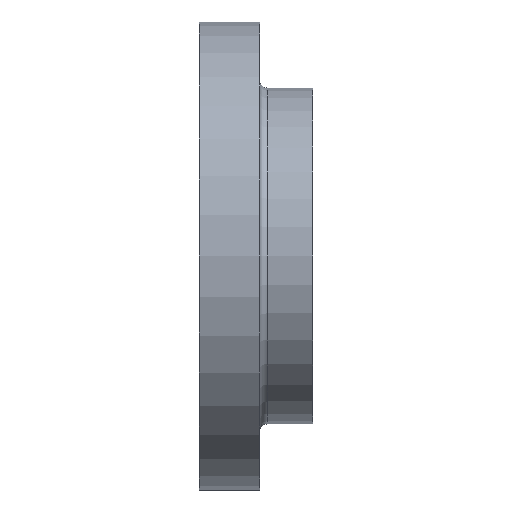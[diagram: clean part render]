
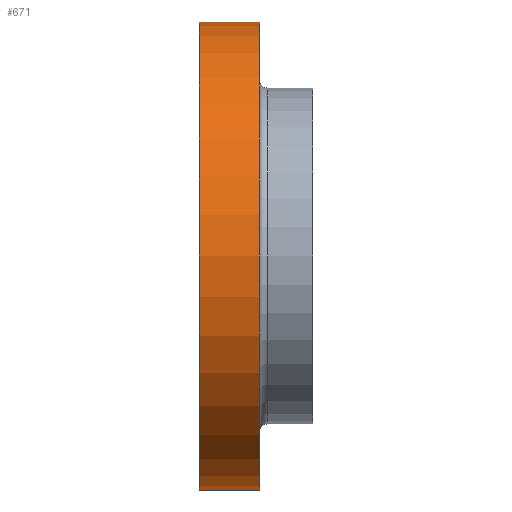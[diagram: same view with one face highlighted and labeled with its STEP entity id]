
A CAD part, front view. The second image highlights one B-rep face of the part: STEP entity #671.
In plain terms, the highlighted cylindrical face has radius 393.7 mm (diameter 787.4 mm), a partial arc.
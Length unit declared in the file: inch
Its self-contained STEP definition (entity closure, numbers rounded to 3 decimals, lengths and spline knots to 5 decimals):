
#160 = LINE ( 'NONE', #1227, #188 ) ;
#176 = LINE ( 'NONE', #1370, #921 ) ;
#188 = VECTOR ( 'NONE', #334, 39.37008 ) ;
#326 = CIRCLE ( 'NONE', #423, 15.5 ) ;
#334 = DIRECTION ( 'NONE',  ( -1., 0., 0. ) ) ;
#337 = EDGE_CURVE ( 'NONE', #1608, #365, #160, .T. ) ;
#365 = VERTEX_POINT ( 'NONE', #462 ) ;
#398 = CARTESIAN_POINT ( 'NONE',  ( 1.54986, 0., -15.5 ) ) ;
#423 = AXIS2_PLACEMENT_3D ( 'NONE', #1516, #1484, #476 ) ;
#462 = CARTESIAN_POINT ( 'NONE',  ( -2.45014, 0., -15.5 ) ) ;
#476 = DIRECTION ( 'NONE',  ( 0., 0., 1. ) ) ;
#511 = CIRCLE ( 'NONE', #884, 15.5 ) ;
#524 = ORIENTED_EDGE ( 'NONE', *, *, #1789, .T. ) ;
#527 = CYLINDRICAL_SURFACE ( 'NONE', #1563, 15.5 ) ;
#592 = ORIENTED_EDGE ( 'NONE', *, *, #337, .F. ) ;
#669 = FACE_OUTER_BOUND ( 'NONE', #1908, .T. ) ;
#671 = ADVANCED_FACE ( 'NONE', ( #669 ), #527, .T. ) ;
#840 = DIRECTION ( 'NONE',  ( -1., 0., 0. ) ) ;
#884 = AXIS2_PLACEMENT_3D ( 'NONE', #1846, #840, #1126 ) ;
#921 = VECTOR ( 'NONE', #1755, 39.37008 ) ;
#950 = CARTESIAN_POINT ( 'NONE',  ( -2.45014, 0., 15.5 ) ) ;
#967 = EDGE_CURVE ( 'NONE', #365, #1341, #511, .T. ) ;
#1126 = DIRECTION ( 'NONE',  ( 0., 0., 1. ) ) ;
#1199 = CARTESIAN_POINT ( 'NONE',  ( 1.54986, 0., 15.5 ) ) ;
#1227 = CARTESIAN_POINT ( 'NONE',  ( 0., 0., -15.5 ) ) ;
#1261 = DIRECTION ( 'NONE',  ( -1., 0., 0. ) ) ;
#1275 = VERTEX_POINT ( 'NONE', #1199 ) ;
#1341 = VERTEX_POINT ( 'NONE', #950 ) ;
#1370 = CARTESIAN_POINT ( 'NONE',  ( 0., 0., 15.5 ) ) ;
#1391 = ORIENTED_EDGE ( 'NONE', *, *, #967, .F. ) ;
#1399 = CARTESIAN_POINT ( 'NONE',  ( 0., 0., 0. ) ) ;
#1484 = DIRECTION ( 'NONE',  ( -1., 0., 0. ) ) ;
#1515 = ORIENTED_EDGE ( 'NONE', *, *, #1649, .T. ) ;
#1516 = CARTESIAN_POINT ( 'NONE',  ( 1.54986, 0., 0. ) ) ;
#1563 = AXIS2_PLACEMENT_3D ( 'NONE', #1399, #1261, #1695 ) ;
#1608 = VERTEX_POINT ( 'NONE', #398 ) ;
#1649 = EDGE_CURVE ( 'NONE', #1608, #1275, #326, .T. ) ;
#1695 = DIRECTION ( 'NONE',  ( 0., 0., 1. ) ) ;
#1755 = DIRECTION ( 'NONE',  ( -1., 0., 0. ) ) ;
#1789 = EDGE_CURVE ( 'NONE', #1275, #1341, #176, .T. ) ;
#1846 = CARTESIAN_POINT ( 'NONE',  ( -2.45014, 0., 0. ) ) ;
#1908 = EDGE_LOOP ( 'NONE', ( #592, #1515, #524, #1391 ) ) ;
